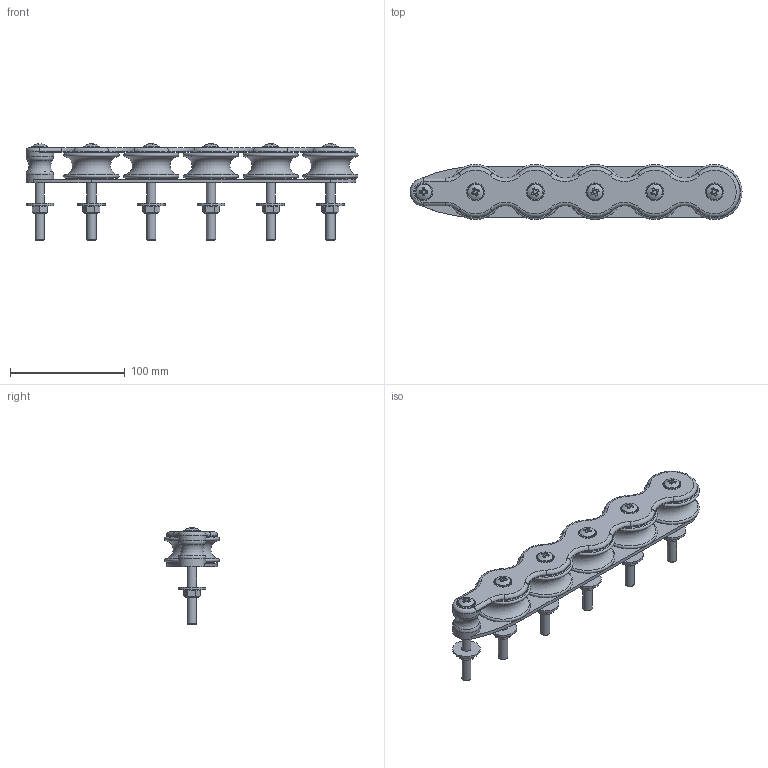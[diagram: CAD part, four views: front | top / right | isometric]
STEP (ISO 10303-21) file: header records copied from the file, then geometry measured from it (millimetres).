
FILE_DESCRIPTION(/* description */ (''),/* implementation_level */ '2;1');
FILE_NAME(/* name */ 'D550.stp',/* time_stamp */ '2016-04-04T11:28:56+02:00',/* author */ ('Nicola'),/* organization */ (''),/* preprocessor_version */ 'ST-DEVELOPER v16.1',/* originating_system */ 'Autodesk Inventor 2016',/* authorisation */ '');
FILE_SCHEMA (('AUTOMOTIVE_DESIGN { 1 0 10303 214 3 1 1 }'));
Length unit declared in the file: millimetre
Products named in the file (1): D550
Bounding box: 289 x 47.99 x 83.65 mm (x, y, z)
Volume: 245074.7 mm3; surface area: 94856 mm2
Topology: 1 solids, 1 shells, 346 faces, 810 edges, 522 vertices
Faces by surface type: plane 172, cylinder 76, cone 48, torus 44, sphere 6
Full cylindrical faces by diameter (mm): 8 x12, 13.5 x10, 14 x6, 15.7 x6, 24 x8, 35 x10
Entity records: 9318 total; most frequent: CARTESIAN_POINT 1881, DIRECTION 1616, ORIENTED_EDGE 1356, AXIS2_PLACEMENT_3D 687, EDGE_CURVE 678, EDGE_LOOP 518, VERTEX_POINT 496, FACE_OUTER_BOUND 346
